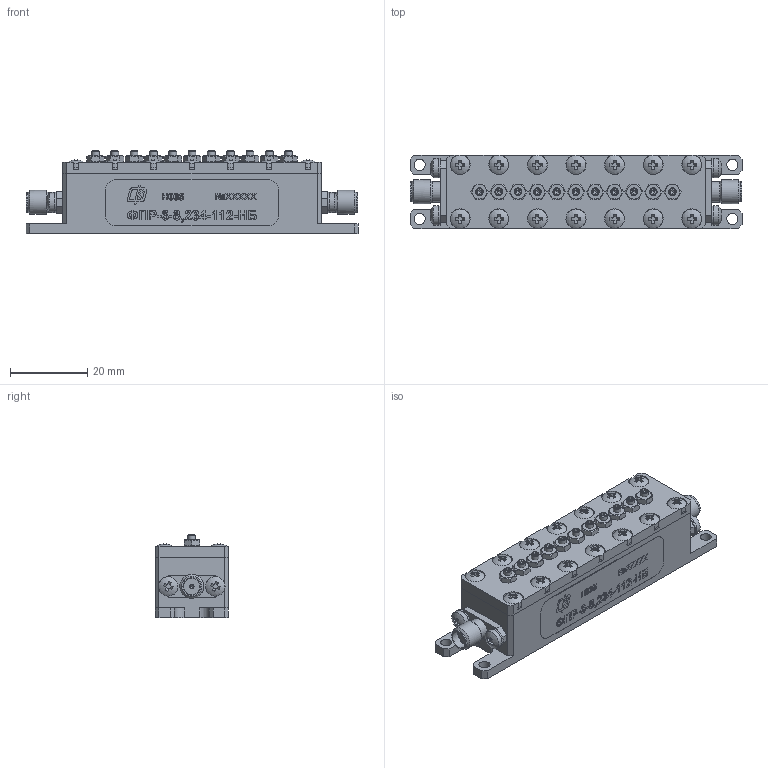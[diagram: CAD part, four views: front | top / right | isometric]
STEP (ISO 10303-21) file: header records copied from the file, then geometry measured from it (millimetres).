
FILE_DESCRIPTION(('STEP AP203'), '1');
FILE_NAME('ÍØÁÀ.468844.174-02_Ôèëüòð ÔÏÐ-6-8,234-112-ÍÁ', '', ('UNSPECIFIED'), ('UNSPECIFIED'), 'ASCON STEP Converter 1.6', 'ASCON Math Kernel', '');
FILE_SCHEMA(('CONFIG_CONTROL_DESIGN'));
Length unit declared in the file: millimetre
Products named in the file (1): НШБА.468844.174-02_Фильтр ФПР-6-8,234-112-НБ
Bounding box: 86 x 19.1 x 21.5 mm (x, y, z)
Volume: 25546.4 mm3; surface area: 15160.5 mm2
Topology: 38 solids, 38 shells, 1282 faces, 3143 edges, 2079 vertices
Faces by surface type: plane 866, cylinder 200, bspline 130, cone 68, sphere 18
Full cylindrical faces by diameter (mm): 0.95 x2, 1.15 x2, 1.6 x22, 2 x11, 2.5 x24, 2.6 x10, 2.7 x32, 2.9 x4, 3 x6, 3.6 x6, 3.8 x6, 4.21 x2, 4.61 x2, 5 x36, 5.2 x2, 5.3 x2, 6.2 x2
Entity records: 72508 total; most frequent: CARTESIAN_POINT 33313, ORIENTED_EDGE 5806, DIRECTION 5294, EDGE_CURVE 2903, VERTEX_POINT 2066, AXIS2_PLACEMENT_3D 1839, EDGE_LOOP 1767, LINE 1616
